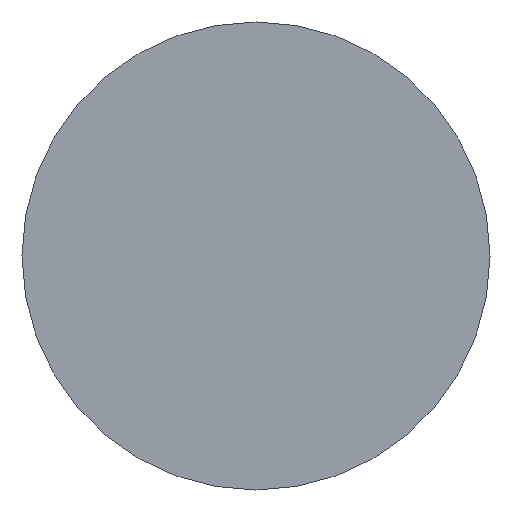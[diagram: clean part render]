
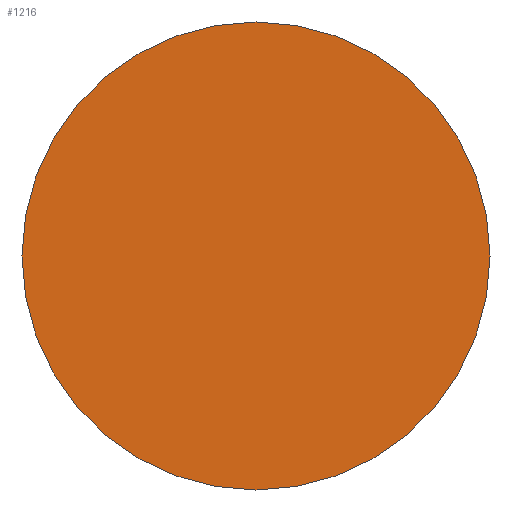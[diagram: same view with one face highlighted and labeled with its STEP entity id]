
A CAD part, front view. The second image highlights one B-rep face of the part: STEP entity #1216.
In plain terms, the highlighted planar face has unit normal (0, -1, 0).
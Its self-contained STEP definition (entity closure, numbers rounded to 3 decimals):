
#19 = AXIS2_PLACEMENT_3D ( 'NONE', #494, #1301, #1447 ) ;
#186 = VERTEX_POINT ( 'NONE', #1359 ) ;
#291 = CIRCLE ( 'NONE', #1299, 40. ) ;
#382 = EDGE_CURVE ( 'NONE', #186, #483, #1380, .T. ) ;
#458 = ORIENTED_EDGE ( 'NONE', *, *, #382, .T. ) ;
#483 = VERTEX_POINT ( 'NONE', #1684 ) ;
#494 = CARTESIAN_POINT ( 'NONE',  ( 0., 0., 0. ) ) ;
#617 = AXIS2_PLACEMENT_3D ( 'NONE', #830, #1234, #1371 ) ;
#641 = FACE_OUTER_BOUND ( 'NONE', #867, .T. ) ;
#694 = CARTESIAN_POINT ( 'NONE',  ( 0., 0., 0. ) ) ;
#830 = CARTESIAN_POINT ( 'NONE',  ( 0., 0., 0. ) ) ;
#867 = EDGE_LOOP ( 'NONE', ( #1263, #458 ) ) ;
#907 = PLANE ( 'NONE',  #19 ) ;
#1024 = EDGE_CURVE ( 'NONE', #483, #186, #291, .T. ) ;
#1214 = DIRECTION ( 'NONE',  ( 0., -1., 0. ) ) ;
#1216 = ADVANCED_FACE ( 'NONE', ( #641 ), #907, .F. ) ;
#1233 = DIRECTION ( 'NONE',  ( 1., 0., 0. ) ) ;
#1234 = DIRECTION ( 'NONE',  ( 0., -1., 0. ) ) ;
#1263 = ORIENTED_EDGE ( 'NONE', *, *, #1024, .T. ) ;
#1299 = AXIS2_PLACEMENT_3D ( 'NONE', #694, #1214, #1233 ) ;
#1301 = DIRECTION ( 'NONE',  ( 0., 1., 0. ) ) ;
#1359 = CARTESIAN_POINT ( 'NONE',  ( -40., 0., 0. ) ) ;
#1371 = DIRECTION ( 'NONE',  ( 1., 0., 0. ) ) ;
#1380 = CIRCLE ( 'NONE', #617, 40. ) ;
#1447 = DIRECTION ( 'NONE',  ( -1., 0., 0. ) ) ;
#1684 = CARTESIAN_POINT ( 'NONE',  ( 40., 0., 0. ) ) ;
